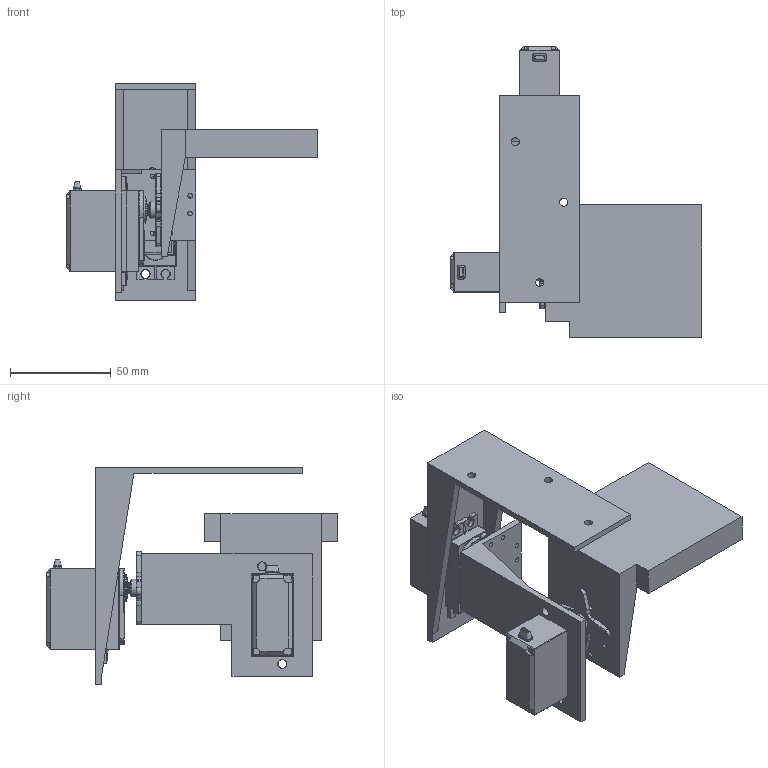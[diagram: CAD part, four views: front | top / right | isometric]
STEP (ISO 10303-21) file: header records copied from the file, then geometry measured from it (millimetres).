
FILE_DESCRIPTION(/* description */ (''),/* implementation_level */ '2;1');
FILE_NAME(/* name */ 'Gimble_stand_v2.stp',/* time_stamp */ '2025-07-05T20:32:36Z',/* author */ ('user'),/* organization */ (''),/* preprocessor_version */ 'ST-DEVELOPER v20.1',/* originating_system */ 'Autodesk Inventor 2026',/* authorisation */ '');
FILE_SCHEMA (('AUTOMOTIVE_DESIGN { 1 0 10303 214 3 1 1 }'));
Length unit declared in the file: millimetre
Products named in the file (6): Gimble_stand_v2; pan_base_holder_first; pan_base_holder_second; Part4; Aspa_creu_Axix holder_v2_one_flap; pan_base_holder_third
Assembly tree (7 placements, depth 2):
  Gimble_stand_v2
    pan_base_holder_first
    Part4  x2
    Aspa_creu_Axix holder_v2_one_flap  x2
    pan_base_holder_second
    pan_base_holder_third
Bounding box: 125.3 x 144.8 x 108 mm (x, y, z)
Volume: 133780.9 mm3; surface area: 75897.1 mm2
Topology: 11 solids, 11 shells, 1408 faces, 3426 edges, 2065 vertices
Faces by surface type: plane 683, cylinder 493, torus 194, bspline 24, sphere 12, cone 2
Full cylindrical faces by diameter (mm): 1 x32, 2.3 x16, 2.5 x2, 2.7 x2, 4 x3, 4.5 x4, 5.5 x2, 5.8 x2, 6 x4, 6.8 x2, 8.6 x2, 9 x2, 10.6 x2, 13 x2
Entity records: 23236 total; most frequent: CARTESIAN_POINT 4953, DIRECTION 3974, ORIENTED_EDGE 3632, EDGE_CURVE 1816, AXIS2_PLACEMENT_3D 1458, VERTEX_POINT 1101, LINE 1058, VECTOR 1058
